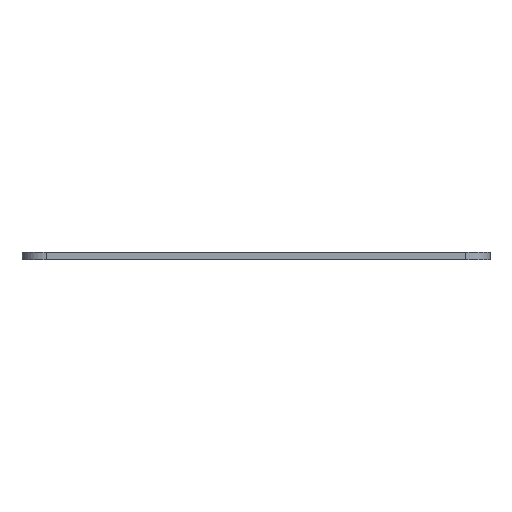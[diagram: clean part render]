
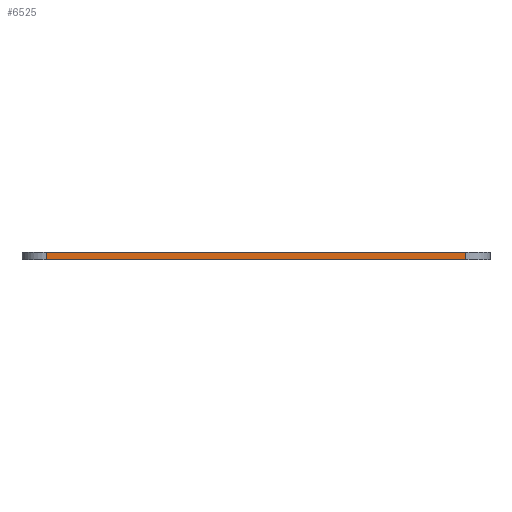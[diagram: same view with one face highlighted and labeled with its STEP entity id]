
A CAD part, left-side view. The second image highlights one B-rep face of the part: STEP entity #6525.
In plain terms, the highlighted planar face has unit normal (-1, 0, 0).
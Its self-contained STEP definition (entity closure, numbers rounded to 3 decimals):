
#941=PLANE('',#6936);
#994=FACE_OUTER_BOUND('',#1384,.T.);
#1384=EDGE_LOOP('',(#4687,#4688,#4689,#4690));
#1777=LINE('',#7722,#2188);
#1801=LINE('',#9186,#2212);
#1802=LINE('',#9190,#2213);
#1803=LINE('',#9191,#2214);
#2188=VECTOR('',#7056,10.);
#2212=VECTOR('',#7124,10.);
#2213=VECTOR('',#7129,10.);
#2214=VECTOR('',#7130,10.);
#2649=VERTEX_POINT('',#7719);
#2650=VERTEX_POINT('',#7721);
#2923=VERTEX_POINT('',#9185);
#2924=VERTEX_POINT('',#9189);
#3353=EDGE_CURVE('',#2649,#2650,#1777,.T.);
#3627=EDGE_CURVE('',#2650,#2923,#1801,.T.);
#3629=EDGE_CURVE('',#2924,#2649,#1802,.T.);
#3630=EDGE_CURVE('',#2923,#2924,#1803,.T.);
#4687=ORIENTED_EDGE('',*,*,#3627,.F.);
#4688=ORIENTED_EDGE('',*,*,#3353,.F.);
#4689=ORIENTED_EDGE('',*,*,#3629,.F.);
#4690=ORIENTED_EDGE('',*,*,#3630,.F.);
#6525=ADVANCED_FACE('',(#994),#941,.T.);
#6936=AXIS2_PLACEMENT_3D('',#9188,#7127,#7128);
#7056=DIRECTION('',(0.,-1.,0.));
#7124=DIRECTION('',(0.,0.,-1.));
#7127=DIRECTION('center_axis',(-1.,0.,0.));
#7128=DIRECTION('ref_axis',(0.,-1.,0.));
#7129=DIRECTION('',(0.,0.,1.));
#7130=DIRECTION('',(0.,1.,0.));
#7719=CARTESIAN_POINT('',(-40.414,7.384,1.5));
#7721=CARTESIAN_POINT('',(-40.414,-79.616,1.5));
#7722=CARTESIAN_POINT('',(-40.414,-84.616,1.5));
#9185=CARTESIAN_POINT('',(-40.414,-79.616,0.));
#9186=CARTESIAN_POINT('',(-40.414,-79.616,0.));
#9188=CARTESIAN_POINT('Origin',(-40.414,12.384,0.));
#9189=CARTESIAN_POINT('',(-40.414,7.384,0.));
#9190=CARTESIAN_POINT('',(-40.414,7.384,0.));
#9191=CARTESIAN_POINT('',(-40.414,-84.616,0.));
